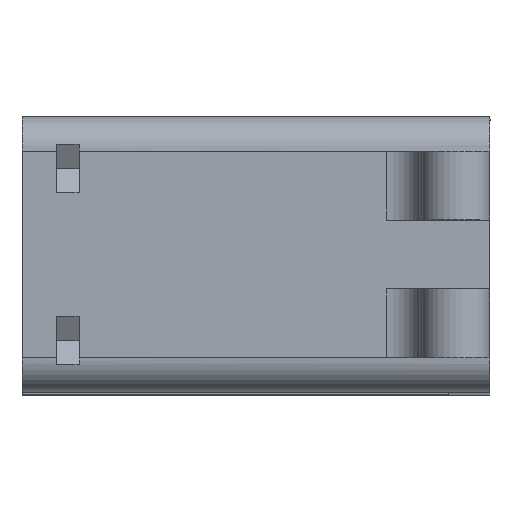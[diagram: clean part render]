
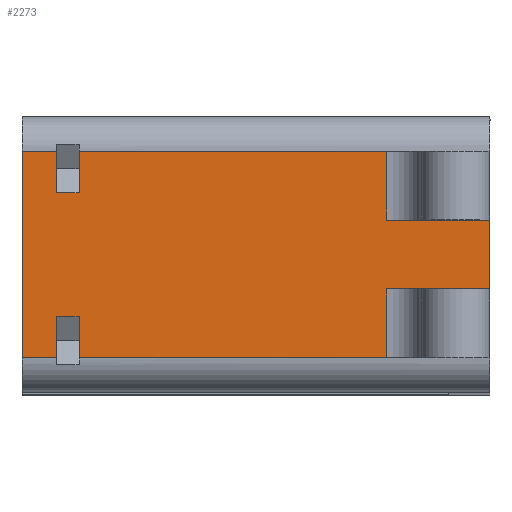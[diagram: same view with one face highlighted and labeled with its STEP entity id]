
A CAD part, top view. The second image highlights one B-rep face of the part: STEP entity #2273.
In plain terms, the highlighted planar face has unit normal (0, 0, 1).
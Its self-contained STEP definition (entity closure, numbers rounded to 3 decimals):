
#271=FACE_OUTER_BOUND('',#395,.T.);
#395=EDGE_LOOP('',(#1581,#1582,#1583,#1584,#1585,#1586,#1587,#1588,#1589,
#1590,#1591,#1592,#1593,#1594,#1595,#1596));
#555=LINE('',#3332,#761);
#562=LINE('',#3347,#768);
#563=LINE('',#3354,#769);
#572=LINE('',#3377,#778);
#577=LINE('',#3387,#783);
#578=LINE('',#3392,#784);
#579=LINE('',#3398,#785);
#580=LINE('',#3400,#786);
#581=LINE('',#3402,#787);
#582=LINE('',#3404,#788);
#583=LINE('',#3406,#789);
#584=LINE('',#3408,#790);
#585=LINE('',#3409,#791);
#586=LINE('',#3411,#792);
#587=LINE('',#3413,#793);
#588=LINE('',#3414,#794);
#761=VECTOR('',#2645,10.);
#768=VECTOR('',#2658,10.);
#769=VECTOR('',#2667,10.);
#778=VECTOR('',#2684,10.);
#783=VECTOR('',#2695,10.);
#784=VECTOR('',#2700,10.);
#785=VECTOR('',#2707,10.);
#786=VECTOR('',#2708,10.);
#787=VECTOR('',#2709,10.);
#788=VECTOR('',#2710,10.);
#789=VECTOR('',#2711,10.);
#790=VECTOR('',#2712,10.);
#791=VECTOR('',#2713,10.);
#792=VECTOR('',#2714,10.);
#793=VECTOR('',#2715,10.);
#794=VECTOR('',#2716,10.);
#965=VERTEX_POINT('',#3328);
#966=VERTEX_POINT('',#3330);
#971=VERTEX_POINT('',#3346);
#973=VERTEX_POINT('',#3352);
#982=VERTEX_POINT('',#3374);
#983=VERTEX_POINT('',#3376);
#985=VERTEX_POINT('',#3385);
#987=VERTEX_POINT('',#3391);
#989=VERTEX_POINT('',#3397);
#990=VERTEX_POINT('',#3399);
#991=VERTEX_POINT('',#3401);
#992=VERTEX_POINT('',#3403);
#993=VERTEX_POINT('',#3405);
#994=VERTEX_POINT('',#3407);
#995=VERTEX_POINT('',#3410);
#996=VERTEX_POINT('',#3412);
#1187=EDGE_CURVE('',#965,#966,#555,.T.);
#1194=EDGE_CURVE('',#971,#965,#562,.T.);
#1198=EDGE_CURVE('',#966,#973,#563,.T.);
#1208=EDGE_CURVE('',#983,#982,#572,.T.);
#1214=EDGE_CURVE('',#982,#985,#577,.T.);
#1216=EDGE_CURVE('',#987,#983,#578,.T.);
#1219=EDGE_CURVE('',#989,#973,#579,.T.);
#1220=EDGE_CURVE('',#990,#989,#580,.T.);
#1221=EDGE_CURVE('',#991,#990,#581,.T.);
#1222=EDGE_CURVE('',#992,#991,#582,.T.);
#1223=EDGE_CURVE('',#993,#992,#583,.T.);
#1224=EDGE_CURVE('',#994,#993,#584,.T.);
#1225=EDGE_CURVE('',#987,#994,#585,.T.);
#1226=EDGE_CURVE('',#995,#985,#586,.T.);
#1227=EDGE_CURVE('',#996,#995,#587,.T.);
#1228=EDGE_CURVE('',#971,#996,#588,.T.);
#1581=ORIENTED_EDGE('',*,*,#1194,.T.);
#1582=ORIENTED_EDGE('',*,*,#1187,.T.);
#1583=ORIENTED_EDGE('',*,*,#1198,.T.);
#1584=ORIENTED_EDGE('',*,*,#1219,.F.);
#1585=ORIENTED_EDGE('',*,*,#1220,.F.);
#1586=ORIENTED_EDGE('',*,*,#1221,.F.);
#1587=ORIENTED_EDGE('',*,*,#1222,.F.);
#1588=ORIENTED_EDGE('',*,*,#1223,.F.);
#1589=ORIENTED_EDGE('',*,*,#1224,.F.);
#1590=ORIENTED_EDGE('',*,*,#1225,.F.);
#1591=ORIENTED_EDGE('',*,*,#1216,.T.);
#1592=ORIENTED_EDGE('',*,*,#1208,.T.);
#1593=ORIENTED_EDGE('',*,*,#1214,.T.);
#1594=ORIENTED_EDGE('',*,*,#1226,.F.);
#1595=ORIENTED_EDGE('',*,*,#1227,.F.);
#1596=ORIENTED_EDGE('',*,*,#1228,.F.);
#2213=PLANE('',#2415);
#2273=ADVANCED_FACE('',(#271),#2213,.T.);
#2415=AXIS2_PLACEMENT_3D('',#3396,#2705,#2706);
#2645=DIRECTION('',(1.,0.,0.));
#2658=DIRECTION('',(0.,1.,0.));
#2667=DIRECTION('',(0.,-1.,0.));
#2684=DIRECTION('',(-1.,0.,0.));
#2695=DIRECTION('',(0.,1.,0.));
#2700=DIRECTION('',(0.,-1.,0.));
#2705=DIRECTION('center_axis',(0.,0.,1.));
#2706=DIRECTION('ref_axis',(1.,0.,0.));
#2707=DIRECTION('',(-1.,0.,0.));
#2708=DIRECTION('',(0.,-1.,0.));
#2709=DIRECTION('',(-1.,0.,0.));
#2710=DIRECTION('',(0.,-1.,0.));
#2711=DIRECTION('',(1.,0.,0.));
#2712=DIRECTION('',(0.,-1.,0.));
#2713=DIRECTION('',(1.,0.,0.));
#2714=DIRECTION('',(1.,0.,0.));
#2715=DIRECTION('',(0.,1.,0.));
#2716=DIRECTION('',(-1.,0.,0.));
#3328=CARTESIAN_POINT('',(4.2,51.5,15.3));
#3330=CARTESIAN_POINT('',(7.5,51.5,15.3));
#3332=CARTESIAN_POINT('',(1.7,51.5,15.3));
#3346=CARTESIAN_POINT('',(4.2,45.5,15.3));
#3347=CARTESIAN_POINT('',(4.2,44.25,15.3));
#3352=CARTESIAN_POINT('',(7.5,45.5,15.3));
#3354=CARTESIAN_POINT('',(7.5,44.25,15.3));
#3374=CARTESIAN_POINT('',(4.2,69.5,15.3));
#3376=CARTESIAN_POINT('',(7.5,69.5,15.3));
#3377=CARTESIAN_POINT('',(1.7,69.5,15.3));
#3385=CARTESIAN_POINT('',(4.2,75.5,15.3));
#3387=CARTESIAN_POINT('',(4.2,56.75,15.3));
#3391=CARTESIAN_POINT('',(7.5,75.5,15.3));
#3392=CARTESIAN_POINT('',(7.5,56.75,15.3));
#3396=CARTESIAN_POINT('Origin',(-0.8,40.5,15.3));
#3397=CARTESIAN_POINT('',(52.2,45.5,15.3));
#3398=CARTESIAN_POINT('',(16.2,45.5,15.3));
#3399=CARTESIAN_POINT('',(52.2,55.5,15.3));
#3400=CARTESIAN_POINT('',(52.2,40.5,15.3));
#3401=CARTESIAN_POINT('',(67.2,55.5,15.3));
#3402=CARTESIAN_POINT('',(67.2,55.5,15.3));
#3403=CARTESIAN_POINT('',(67.2,65.5,15.3));
#3404=CARTESIAN_POINT('',(67.2,50.5,15.3));
#3405=CARTESIAN_POINT('',(52.2,65.5,15.3));
#3406=CARTESIAN_POINT('',(57.2,65.5,15.3));
#3407=CARTESIAN_POINT('',(52.2,75.5,15.3));
#3408=CARTESIAN_POINT('',(52.2,40.5,15.3));
#3409=CARTESIAN_POINT('',(16.2,75.5,15.3));
#3410=CARTESIAN_POINT('',(-0.8,75.5,15.3));
#3411=CARTESIAN_POINT('',(16.2,75.5,15.3));
#3412=CARTESIAN_POINT('',(-0.8,45.5,15.3));
#3413=CARTESIAN_POINT('',(-0.8,40.5,15.3));
#3414=CARTESIAN_POINT('',(16.2,45.5,15.3));
